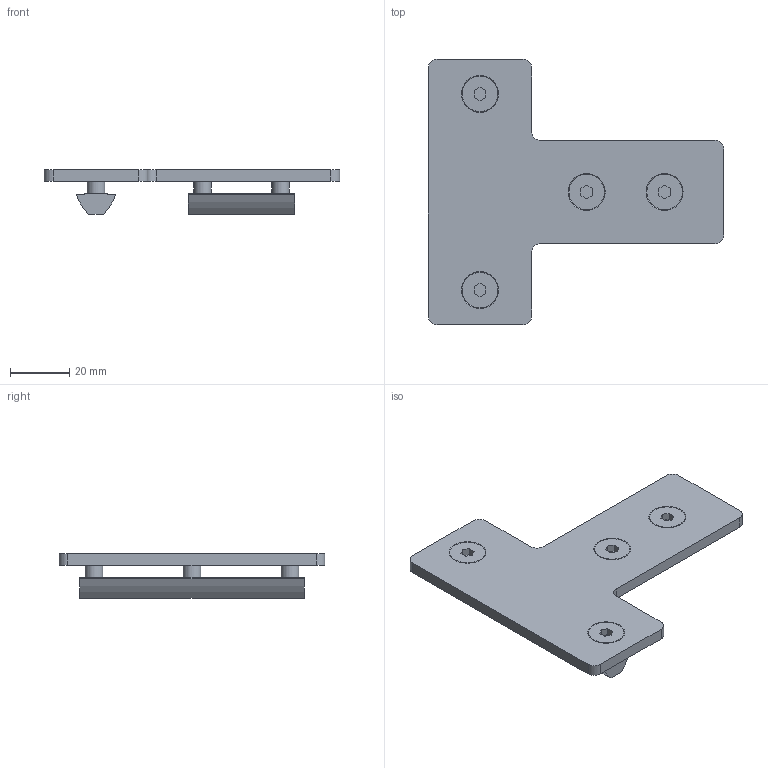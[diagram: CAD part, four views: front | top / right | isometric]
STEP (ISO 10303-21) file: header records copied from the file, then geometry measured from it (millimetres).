
FILE_DESCRIPTION(/* description */ ('Zestaw łącznika zewnętrznego typu T (Rowek 8)'),/* implementation_level */ '2;1');
FILE_NAME(/* name */ '500002.stp',/* time_stamp */ '2022-08-03T06:37:08+02:00',/* author */ ('aluteckkpl_am'),/* organization */ (''),/* preprocessor_version */ 'ST-DEVELOPER v18.1',/* originating_system */ 'Autodesk Inventor 2021',/* authorisation */ '');
FILE_SCHEMA (('CONFIG_CONTROL_DESIGN'));
Length unit declared in the file: millimetre
Products named in the file (1): 500002
Bounding box: 100 x 90 x 15.2 mm (x, y, z)
Volume: 29568.8 mm3; surface area: 17169.7 mm2
Topology: 1 solids, 1 shells, 102 faces, 244 edges, 160 vertices
Faces by surface type: plane 62, cylinder 28, cone 8, torus 4
Full cylindrical faces by diameter (mm): 4.917 x4, 6 x4, 6.5 x4, 12 x4
Entity records: 3129 total; most frequent: DIRECTION 526, CARTESIAN_POINT 507, ORIENTED_EDGE 488, EDGE_CURVE 244, AXIS2_PLACEMENT_3D 179, LINE 168, VECTOR 168, VERTEX_POINT 160
